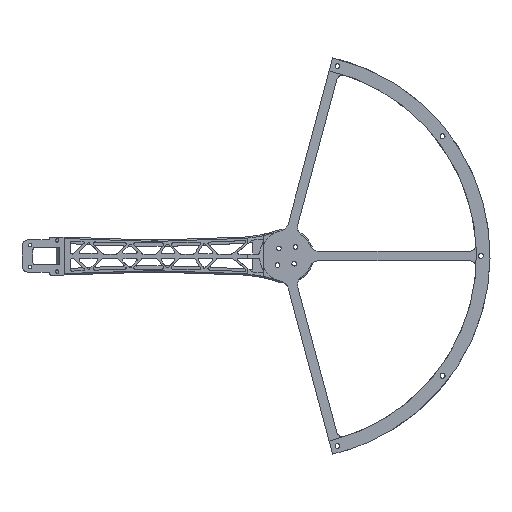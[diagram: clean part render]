
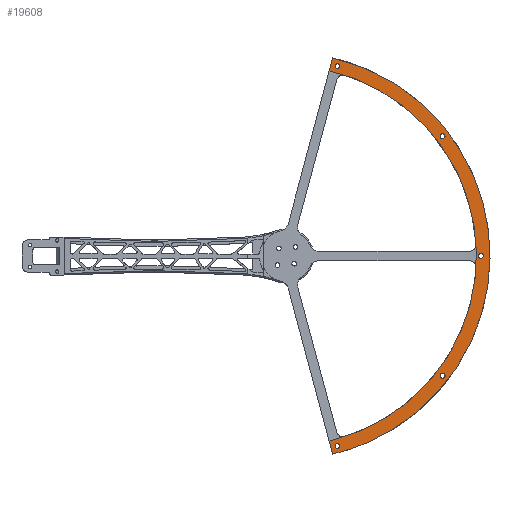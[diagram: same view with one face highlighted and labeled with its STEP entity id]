
A CAD part, top view. The second image highlights one B-rep face of the part: STEP entity #19608.
In plain terms, the highlighted free-form (B-spline) face has degree [1, 1] with [2, 2] control points.
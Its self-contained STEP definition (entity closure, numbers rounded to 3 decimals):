
#19217 = VERTEX_POINT('',#19218);
#19218 = CARTESIAN_POINT('',(154.496,185.677,
    63.552));
#19225 = EDGE_CURVE('',#19217,#19226,#19228,.T.);
#19226 = VERTEX_POINT('',#19227);
#19227 = CARTESIAN_POINT('',(154.496,-185.677,
    63.552));
#19228 = ( BOUNDED_CURVE() B_SPLINE_CURVE(2,(#19229,#19230,#19231,#19232
,#19233),.UNSPECIFIED.,.F.,.F.) B_SPLINE_CURVE_WITH_KNOTS((3,2,3),(0.,
1.342,2.684),.PIECEWISE_BEZIER_KNOTS.) CURVE() 
GEOMETRIC_REPRESENTATION_ITEM() RATIONAL_B_SPLINE_CURVE((1.,
0.783,1.,0.783,1.)) REPRESENTATION_ITEM('') );
#19229 = CARTESIAN_POINT('',(154.496,185.677,
    63.552));
#19230 = CARTESIAN_POINT('',(301.87,151.324,
    63.552));
#19231 = CARTESIAN_POINT('',(301.87,0.,
    63.552));
#19232 = CARTESIAN_POINT('',(301.87,-151.324,
    63.552));
#19233 = CARTESIAN_POINT('',(154.496,-185.677,
    63.552));
#19265 = EDGE_CURVE('',#19226,#19266,#19268,.T.);
#19266 = VERTEX_POINT('',#19267);
#19267 = CARTESIAN_POINT('',(151.205,-173.393,
    63.552));
#19268 = B_SPLINE_CURVE_WITH_KNOTS('',1,(#19269,#19270),.UNSPECIFIED.,
  .F.,.F.,(2,2),(0.,10.006),
  .PIECEWISE_BEZIER_KNOTS.);
#19269 = CARTESIAN_POINT('',(154.496,-185.677,
    63.552));
#19270 = CARTESIAN_POINT('',(151.205,-173.393,
    63.552));
#19293 = VERTEX_POINT('',#19294);
#19294 = CARTESIAN_POINT('',(151.205,173.393,
    63.552));
#19301 = EDGE_CURVE('',#19266,#19293,#19302,.T.);
#19302 = ( BOUNDED_CURVE() B_SPLINE_CURVE(2,(#19303,#19304,#19305,#19306
,#19307),.UNSPECIFIED.,.F.,.F.) B_SPLINE_CURVE_WITH_KNOTS((3,2,3),(0.,
1.344,2.688),.PIECEWISE_BEZIER_KNOTS.) CURVE() 
GEOMETRIC_REPRESENTATION_ITEM() RATIONAL_B_SPLINE_CURVE((1.,
0.783,1.,0.783,1.)) REPRESENTATION_ITEM('') );
#19303 = CARTESIAN_POINT('',(151.205,-173.393,
    63.552));
#19304 = CARTESIAN_POINT('',(289.159,-141.576,
    63.552));
#19305 = CARTESIAN_POINT('',(289.159,0.,
    63.552));
#19306 = CARTESIAN_POINT('',(289.159,141.576,
    63.552));
#19307 = CARTESIAN_POINT('',(151.205,173.393,
    63.552));
#19333 = EDGE_CURVE('',#19293,#19217,#19334,.T.);
#19334 = B_SPLINE_CURVE_WITH_KNOTS('',1,(#19335,#19336),.UNSPECIFIED.,
  .F.,.F.,(2,2),(0.,10.006),.PIECEWISE_BEZIER_KNOTS.);
#19335 = CARTESIAN_POINT('',(151.205,173.393,
    63.552));
#19336 = CARTESIAN_POINT('',(154.496,185.677,
    63.552));
#19353 = VERTEX_POINT('',#19354);
#19354 = CARTESIAN_POINT('',(255.142,112.194,
    63.552));
#19372 = EDGE_CURVE('',#19353,#19353,#19373,.T.);
#19373 = ( BOUNDED_CURVE() B_SPLINE_CURVE(2,(#19374,#19375,#19376,#19377
    ,#19378,#19379,#19380),.UNSPECIFIED.,.T.,.F.) 
B_SPLINE_CURVE_WITH_KNOTS((3,2,2,3),(3.142,5.236,
7.33,9.425),.PIECEWISE_BEZIER_KNOTS.) CURVE() 
GEOMETRIC_REPRESENTATION_ITEM() RATIONAL_B_SPLINE_CURVE((1.,0.5,1.,0.5,
1.,0.5,1.)) REPRESENTATION_ITEM('') );
#19374 = CARTESIAN_POINT('',(255.142,112.194,
    63.552));
#19375 = CARTESIAN_POINT('',(255.142,116.157,
    63.552));
#19376 = CARTESIAN_POINT('',(258.574,114.176,
    63.552));
#19377 = CARTESIAN_POINT('',(262.005,112.194,
    63.552));
#19378 = CARTESIAN_POINT('',(258.574,110.213,
    63.552));
#19379 = CARTESIAN_POINT('',(255.142,108.232,
    63.552));
#19380 = CARTESIAN_POINT('',(255.142,112.194,
    63.552));
#19405 = VERTEX_POINT('',#19406);
#19406 = CARTESIAN_POINT('',(290.939,0.,
    63.552));
#19424 = EDGE_CURVE('',#19405,#19405,#19425,.T.);
#19425 = ( BOUNDED_CURVE() B_SPLINE_CURVE(2,(#19426,#19427,#19428,#19429
    ,#19430,#19431,#19432),.UNSPECIFIED.,.T.,.F.) 
B_SPLINE_CURVE_WITH_KNOTS((3,2,2,3),(3.142,5.236,
7.33,9.425),.PIECEWISE_BEZIER_KNOTS.) CURVE() 
GEOMETRIC_REPRESENTATION_ITEM() RATIONAL_B_SPLINE_CURVE((1.,0.5,1.,0.5,
1.,0.5,1.)) REPRESENTATION_ITEM('') );
#19426 = CARTESIAN_POINT('',(290.939,0.,
    63.552));
#19427 = CARTESIAN_POINT('',(290.939,3.963,
    63.552));
#19428 = CARTESIAN_POINT('',(294.371,1.981,
    63.552));
#19429 = CARTESIAN_POINT('',(297.802,0.,
    63.552));
#19430 = CARTESIAN_POINT('',(294.371,-1.981,
    63.552));
#19431 = CARTESIAN_POINT('',(290.939,-3.963,
    63.552));
#19432 = CARTESIAN_POINT('',(290.939,0.,
    63.552));
#19457 = VERTEX_POINT('',#19458);
#19458 = CARTESIAN_POINT('',(255.142,-112.194,
    63.552));
#19476 = EDGE_CURVE('',#19457,#19457,#19477,.T.);
#19477 = ( BOUNDED_CURVE() B_SPLINE_CURVE(2,(#19478,#19479,#19480,#19481
    ,#19482,#19483,#19484),.UNSPECIFIED.,.T.,.F.) 
B_SPLINE_CURVE_WITH_KNOTS((3,2,2,3),(3.142,5.236,
7.33,9.425),.PIECEWISE_BEZIER_KNOTS.) CURVE() 
GEOMETRIC_REPRESENTATION_ITEM() RATIONAL_B_SPLINE_CURVE((1.,0.5,1.,0.5,
1.,0.5,1.)) REPRESENTATION_ITEM('') );
#19478 = CARTESIAN_POINT('',(255.142,-112.194,
    63.552));
#19479 = CARTESIAN_POINT('',(255.142,-108.232,
    63.552));
#19480 = CARTESIAN_POINT('',(258.574,-110.213,
    63.552));
#19481 = CARTESIAN_POINT('',(262.005,-112.194,
    63.552));
#19482 = CARTESIAN_POINT('',(258.574,-114.176,
    63.552));
#19483 = CARTESIAN_POINT('',(255.142,-116.157,
    63.552));
#19484 = CARTESIAN_POINT('',(255.142,-112.194,
    63.552));
#19509 = VERTEX_POINT('',#19510);
#19510 = CARTESIAN_POINT('',(156.729,177.992,
    63.552));
#19528 = EDGE_CURVE('',#19509,#19509,#19529,.T.);
#19529 = ( BOUNDED_CURVE() B_SPLINE_CURVE(2,(#19530,#19531,#19532,#19533
    ,#19534,#19535,#19536),.UNSPECIFIED.,.T.,.F.) 
B_SPLINE_CURVE_WITH_KNOTS((3,2,2,3),(3.142,5.236,
7.33,9.425),.PIECEWISE_BEZIER_KNOTS.) CURVE() 
GEOMETRIC_REPRESENTATION_ITEM() RATIONAL_B_SPLINE_CURVE((1.,0.5,1.,0.5,
1.,0.5,1.)) REPRESENTATION_ITEM('') );
#19530 = CARTESIAN_POINT('',(156.729,177.992,
    63.552));
#19531 = CARTESIAN_POINT('',(156.729,181.955,
    63.552));
#19532 = CARTESIAN_POINT('',(160.16,179.974,
    63.552));
#19533 = CARTESIAN_POINT('',(163.592,177.992,
    63.552));
#19534 = CARTESIAN_POINT('',(160.16,176.011,
    63.552));
#19535 = CARTESIAN_POINT('',(156.729,174.03,
    63.552));
#19536 = CARTESIAN_POINT('',(156.729,177.992,
    63.552));
#19561 = VERTEX_POINT('',#19562);
#19562 = CARTESIAN_POINT('',(156.729,-177.992,
    63.552));
#19580 = EDGE_CURVE('',#19561,#19561,#19581,.T.);
#19581 = ( BOUNDED_CURVE() B_SPLINE_CURVE(2,(#19582,#19583,#19584,#19585
    ,#19586,#19587,#19588),.UNSPECIFIED.,.T.,.F.) 
B_SPLINE_CURVE_WITH_KNOTS((3,2,2,3),(3.142,5.236,
7.33,9.425),.PIECEWISE_BEZIER_KNOTS.) CURVE() 
GEOMETRIC_REPRESENTATION_ITEM() RATIONAL_B_SPLINE_CURVE((1.,0.5,1.,0.5,
1.,0.5,1.)) REPRESENTATION_ITEM('') );
#19582 = CARTESIAN_POINT('',(156.729,-177.992,
    63.552));
#19583 = CARTESIAN_POINT('',(156.729,-174.03,
    63.552));
#19584 = CARTESIAN_POINT('',(160.16,-176.011,
    63.552));
#19585 = CARTESIAN_POINT('',(163.592,-177.992,
    63.552));
#19586 = CARTESIAN_POINT('',(160.16,-179.974,
    63.552));
#19587 = CARTESIAN_POINT('',(156.729,-181.955,
    63.552));
#19588 = CARTESIAN_POINT('',(156.729,-177.992,
    63.552));
#19608 = ADVANCED_FACE('',(#19609,#19615,#19618,#19621,#19624,#19627),
  #19630,.F.);
#19609 = FACE_BOUND('',#19610,.T.);
#19610 = EDGE_LOOP('',(#19611,#19612,#19613,#19614));
#19611 = ORIENTED_EDGE('',*,*,#19225,.F.);
#19612 = ORIENTED_EDGE('',*,*,#19333,.F.);
#19613 = ORIENTED_EDGE('',*,*,#19301,.F.);
#19614 = ORIENTED_EDGE('',*,*,#19265,.F.);
#19615 = FACE_BOUND('',#19616,.T.);
#19616 = EDGE_LOOP('',(#19617));
#19617 = ORIENTED_EDGE('',*,*,#19372,.T.);
#19618 = FACE_BOUND('',#19619,.T.);
#19619 = EDGE_LOOP('',(#19620));
#19620 = ORIENTED_EDGE('',*,*,#19424,.T.);
#19621 = FACE_BOUND('',#19622,.T.);
#19622 = EDGE_LOOP('',(#19623));
#19623 = ORIENTED_EDGE('',*,*,#19476,.T.);
#19624 = FACE_BOUND('',#19625,.T.);
#19625 = EDGE_LOOP('',(#19626));
#19626 = ORIENTED_EDGE('',*,*,#19528,.T.);
#19627 = FACE_BOUND('',#19628,.T.);
#19628 = EDGE_LOOP('',(#19629));
#19629 = ORIENTED_EDGE('',*,*,#19580,.T.);
#19630 = B_SPLINE_SURFACE_WITH_KNOTS('',1,1,(
    (#19631,#19632)
    ,(#19633,#19634
    )),.UNSPECIFIED.,.F.,.F.,.F.,(2,2),(2,2),(118.962,237.5),(
    -146.084,146.084),.PIECEWISE_BEZIER_KNOTS.);
#19631 = CARTESIAN_POINT('',(151.205,185.677,
    63.552));
#19632 = CARTESIAN_POINT('',(151.205,-185.677,
    63.552));
#19633 = CARTESIAN_POINT('',(301.87,185.677,
    63.552));
#19634 = CARTESIAN_POINT('',(301.87,-185.677,
    63.552));
